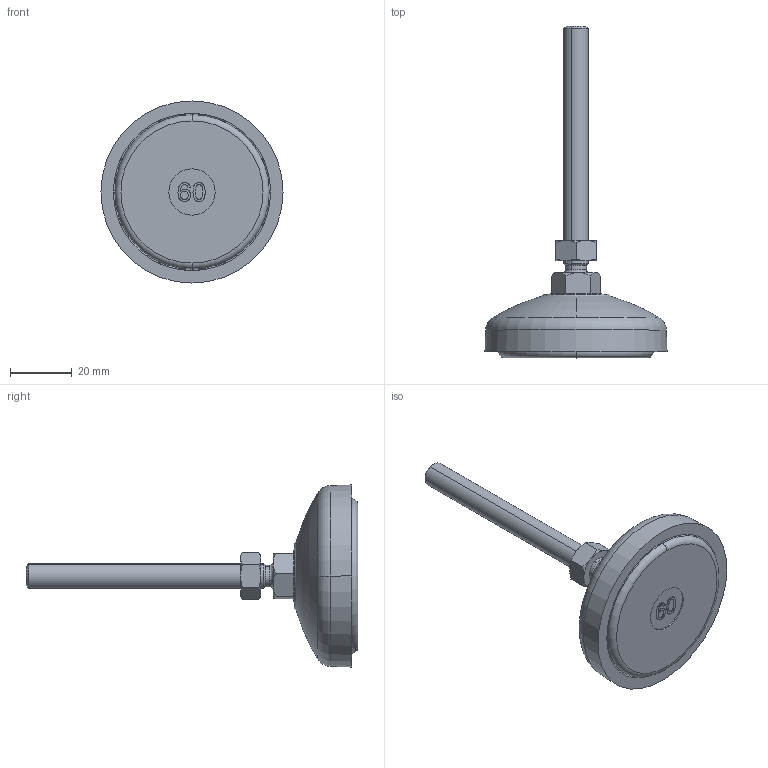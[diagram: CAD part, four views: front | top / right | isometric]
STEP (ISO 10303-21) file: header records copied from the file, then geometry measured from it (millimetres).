
FILE_DESCRIPTION (( 'STEP AP203' ), '1' );
FILE_NAME ('A60.10.60.02 Die cast swivel feet 60 - M8 x 80.STEP', '2018-09-28T13:22:19', ( '' ), ( '' ), 'SwSTEP 2.0', 'SolidWorks 2015', '' );
FILE_SCHEMA (( 'CONFIG_CONTROL_DESIGN' ));
Length unit declared in the file: inch
Products named in the file (2): A60.10.60.02 Die cast swivel feet 60 - M8 x 80
Bounding box: 59 x 107.5 x 59 mm (x, y, z)
Volume: 45729.8 mm3; surface area: 20042.8 mm2
Topology: 5 solids, 5 shells, 328 faces, 798 edges, 496 vertices
Faces by surface type: cylinder 98, bspline 82, plane 61, cone 56, torus 31
Entity records: 14472 total; most frequent: CARTESIAN_POINT 7247, ORIENTED_EDGE 1596, DIRECTION 1343, EDGE_CURVE 798, AXIS2_PLACEMENT_3D 573, VERTEX_POINT 496, EDGE_LOOP 350, ADVANCED_FACE 328
